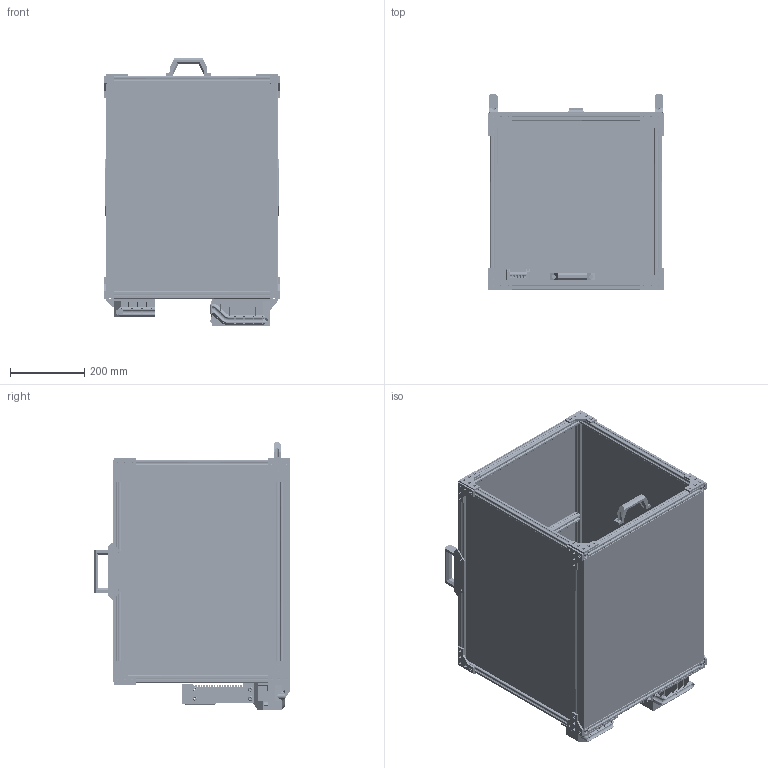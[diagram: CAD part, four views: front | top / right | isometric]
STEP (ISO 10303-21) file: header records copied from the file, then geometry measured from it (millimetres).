
FILE_DESCRIPTION(/* description */ (''),/* implementation_level */ '2;1');
FILE_NAME(/* name */ 'Prusa-i3-MKIII_Enclosure-v1 v20.step',/* time_stamp */ '2019-10-10T00:36:26-04:00',/* author */ (''),/* organization */ (''),/* preprocessor_version */ 'ST-DEVELOPER v18',/* originating_system */ 'Autodesk Translation Framework v8.6.0.1094',/* authorisation */ '');
FILE_SCHEMA (('AUTOMOTIVE_DESIGN { 1 0 10303 214 3 1 1 }'));
Products named in the file (72): Prusa-i3-MKIII_Enclosure-v1; Enclosure; Enclosure_GraniteBasePlate; Enclosure_2020-Framing; 2020 (4)(Mirror)(Mirror); 2020 (4)(Mirror) (1); 2020 (4)(Mirror); 2020 (4); 2020; 2020 (2); 2020 (1); Enclosure_AcrylicWalls; AcrylicWall_LEFT; AcrylicWall_RIGHT; AcrylicWall_REAR; AcrylicWall_DOOR; AcrylicWall_TOP; Enclosure_PrintedParts; Handles; EnclosureHandle; EnclosureHandle(Mirror); Filament Guide; PassThrough_Top; PassThrough_Bottom; DoorHandle; CornerBrackets; 2020_90LEQ-Trussed v1; 2020_90LEQ-Trussed v1 (1); 2020_90LEQ-Trussed v1 (2); 2020_90LEQ-Trussed v1(Mirror); 2020_90LEQ-Trussed v1(Mirror) (1); 2020_90LEQ-Trussed v1 (3); 2020_90LEQ-Trussed v1(Mirror) (2); 2020_90LEQ-Trussed v1 (1)(Mirror); 2020_90LEQ-Trussed v1 (2)(Mirror); 2020_90LEQ-Trussed v1 (3)(Mirror); 2020_90LEQ-Trussed v1(Mirror)(Mirror); 2020_90LEQ-Trussed v1(Mirror) (1)(Mirror); 2020_90LEQ-Trussed v1(Mirror) (1)(Mirror) (1); 2020_90LEQ-Trussed v1(Mirror) (1)(Mirror) (1)(Mirror) ...
Assembly tree (91 placements, depth 6):
  Prusa-i3-MKIII_Enclosure-v1
    Enclosure
      Enclosure_GraniteBasePlate
      Enclosure_2020-Framing
        2020  x3
        2020 (4)(Mirror)(Mirror)
        2020 (4)(Mirror) (1)
        2020 (2)  x2
        2020 (4)(Mirror)
        2020 (4)
        2020 (1)  x5
      Enclosure_AcrylicWalls
        AcrylicWall_LEFT
        AcrylicWall_RIGHT
        AcrylicWall_REAR
        AcrylicWall_DOOR
        AcrylicWall_TOP
      Enclosure_PrintedParts
        Handles
          EnclosureHandle
          EnclosureHandle(Mirror)
        Filament Guide
          PassThrough_Top
          PassThrough_Bottom
        DoorHandle
        CornerBrackets
          2020_90LEQ-Trussed v1
          2020_90LEQ-Trussed v1 (1)
          2020_90LEQ-Trussed v1 (2)
          2020_90LEQ-Trussed v1(Mirror)
          2020_90LEQ-Trussed v1(Mirror) (1)
          2020_90LEQ-Trussed v1 (3)
          2020_90LEQ-Trussed v1(Mirror) (2)
          2020_90LEQ-Trussed v1 (1)(Mirror)
          2020_90LEQ-Trussed v1 (2)(Mirror)
          2020_90LEQ-Trussed v1 (3)(Mirror)
          2020_90LEQ-Trussed v1(Mirror)(Mirror)
          2020_90LEQ-Trussed v1(Mirror) (1)(Mirror)
          2020_90LEQ-Trussed v1(Mirror) (1)(Mirror) (1)
          2020_90LEQ-Trussed v1(Mirror) (1)(Mirror) (1)(Mirror)
          2020_90LEQ-Trussed v1(Mirror) (1)(Mirror) (1)(Mirror) (1)
          2020_90LEQ-Trussed v1(Mirror) (1)(Mirror) (1)(Mirror)(Mirror)
          2020_90T-Trussed v1
          2020_90T-Trussed v1(Mirror)
          2020_90T-Trussed v1(Mirror) (1)
          2020_90T-Trussed v1(Mirror)(Mirror)
      Electronics_MW-24-350
        NES 350 v1
          ISO 7046-1 - M3 x 4 - Z --- 4S_ISO 7046-1 - M3 x 4 - Z --- 4S  x6
          øòîðêà
          íàêëåéêà
          ISO 7045 - M3 x 4 - Z --- 4S_ISO 7045 - M3 x 4 - Z --- 4S  x9
          Âåíòèëÿòîð KD
1204PFS1-8
          ÊËÅÌÀ
          êèðïè÷
          êðûøêà
          êîðîá
          Ïëàòà MFLM-1403-040-100-015
        FanCover
        MainsCover
Bounding box: 474.88 x 530.21 x 721.26 mm (x, y, z)
Volume: 10484786 mm3; surface area: 4339340.6 mm2
Topology: 81 solids, 89 shells, 6706 faces, 18750 edges, 12354 vertices
Faces by surface type: plane 4126, cylinder 1247, bspline 836, cone 396, torus 63, sphere 38
Full cylindrical faces by diameter (mm): 0.457 x2, 0.5 x2, 1.4 x2, 1.6 x2, 2 x1, 2.244 x1, 2.5 x22, 2.54 x2, 3 x98, 3.2 x16, 3.3 x15, 3.5 x8, 3.8 x12, 3.9 x2, 4 x16, 4.197 x1, 4.5 x1, 4.551 x3, 4.688 x2, 5 x106, 5.25 x2, 5.5 x38, 5.6 x9, 6 x2, 6.3 x2, 6.4 x2, 8.5 x4, 11 x124, 12.7 x2, 50.5 x1
Entity records: 185154 total; most frequent: CARTESIAN_POINT 49936, ORIENTED_EDGE 28254, DIRECTION 25712, EDGE_CURVE 14127, LINE 10162, VECTOR 10162, VERTEX_POINT 9292, AXIS2_PLACEMENT_3D 7775
